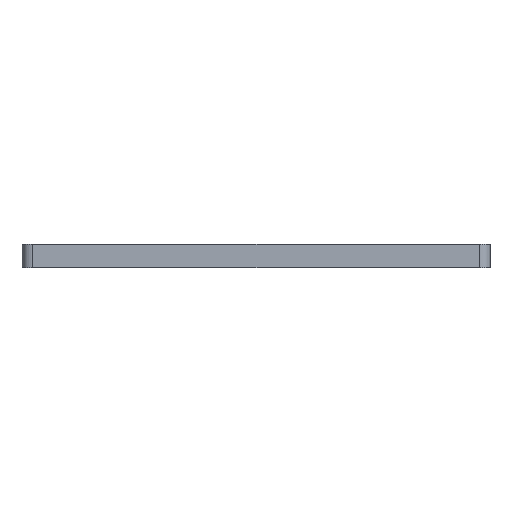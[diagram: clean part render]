
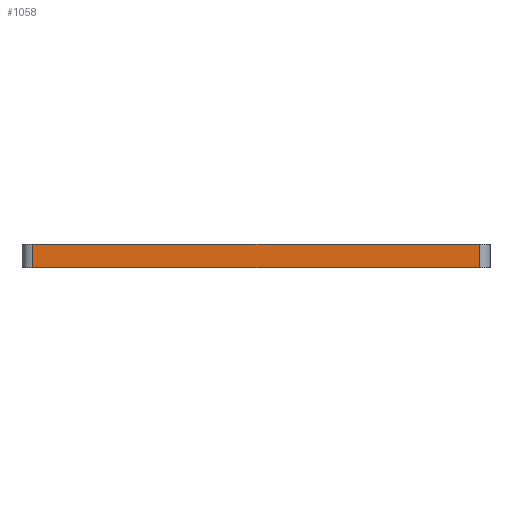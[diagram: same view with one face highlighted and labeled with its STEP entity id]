
A CAD part, left-side view. The second image highlights one B-rep face of the part: STEP entity #1058.
In plain terms, the highlighted planar face has unit normal (-1, 0, 0).
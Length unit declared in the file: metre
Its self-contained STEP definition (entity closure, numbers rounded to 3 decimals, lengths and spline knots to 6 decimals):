
#176=ORIENTED_EDGE('',*,*,#430,.T.);
#177=ORIENTED_EDGE('',*,*,#474,.T.);
#178=ORIENTED_EDGE('',*,*,#372,.F.);
#179=ORIENTED_EDGE('',*,*,#475,.T.);
#372=EDGE_CURVE('',#528,#529,#632,.T.);
#430=EDGE_CURVE('',#587,#586,#677,.T.);
#474=EDGE_CURVE('',#586,#529,#710,.F.);
#475=EDGE_CURVE('',#528,#587,#711,.T.);
#528=VERTEX_POINT('',#1512);
#529=VERTEX_POINT('',#1513);
#586=VERTEX_POINT('',#1628);
#587=VERTEX_POINT('',#1630);
#632=LINE('',#1511,#764);
#677=LINE('',#1629,#809);
#710=LINE('',#1713,#842);
#711=LINE('',#1714,#843);
#764=VECTOR('',#1211,1.);
#809=VECTOR('',#1284,1.);
#842=VECTOR('',#1353,1.);
#843=VECTOR('',#1354,1.);
#900=EDGE_LOOP('',(#176,#177,#178,#179));
#962=FACE_BOUND('',#900,.T.);
#1015=PLANE('',#1149);
#1058=ADVANCED_FACE('',(#962),#1015,.F.);
#1149=AXIS2_PLACEMENT_3D('',#1712,#1351,#1352);
#1211=DIRECTION('',(0.,-1.,0.));
#1284=DIRECTION('',(0.,-1.,0.));
#1351=DIRECTION('',(1.,0.,0.));
#1352=DIRECTION('',(0.,1.,0.));
#1353=DIRECTION('',(0.,0.,-1.));
#1354=DIRECTION('',(0.,0.,-1.));
#1511=CARTESIAN_POINT('',(-0.0395,0.,0.0032));
#1512=CARTESIAN_POINT('',(-0.0395,0.0105,0.0032));
#1513=CARTESIAN_POINT('',(-0.0395,-0.0505,0.0032));
#1628=CARTESIAN_POINT('',(-0.0395,-0.0505,0.));
#1629=CARTESIAN_POINT('',(-0.0395,0.,0.));
#1630=CARTESIAN_POINT('',(-0.0395,0.0105,0.));
#1712=CARTESIAN_POINT('',(-0.0395,0.,0.0032));
#1713=CARTESIAN_POINT('',(-0.0395,-0.0505,0.0032));
#1714=CARTESIAN_POINT('',(-0.0395,0.0105,0.));
